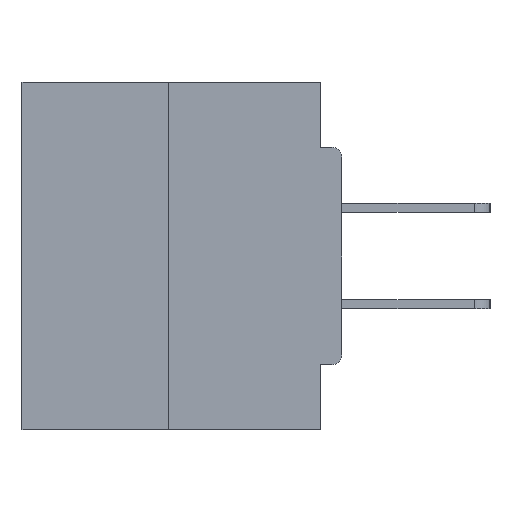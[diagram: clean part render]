
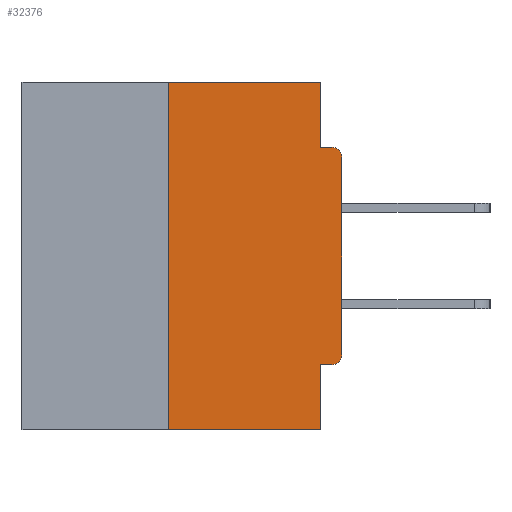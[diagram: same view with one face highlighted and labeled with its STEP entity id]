
A CAD part, left-side view. The second image highlights one B-rep face of the part: STEP entity #32376.
In plain terms, the highlighted planar face has unit normal (-1, 0, 0).
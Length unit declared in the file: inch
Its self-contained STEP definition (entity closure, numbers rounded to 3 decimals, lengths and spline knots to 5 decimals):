
#1263 = DIRECTION ( 'NONE',  ( 0., -1., 0. ) ) ;
#3442 = DIRECTION ( 'NONE',  ( -1., 0., 0. ) ) ;
#3972 = ORIENTED_EDGE ( 'NONE', *, *, #7168, .T. ) ;
#4027 = LINE ( 'NONE', #32527, #19971 ) ;
#4414 = VERTEX_POINT ( 'NONE', #12127 ) ;
#4752 = ORIENTED_EDGE ( 'NONE', *, *, #14692, .T. ) ;
#5320 = PLANE ( 'NONE',  #10630 ) ;
#5528 = CARTESIAN_POINT ( 'NONE',  ( 0., 0.015, -0.3915 ) ) ;
#6219 = ORIENTED_EDGE ( 'NONE', *, *, #32433, .F. ) ;
#6428 = CARTESIAN_POINT ( 'NONE',  ( 0., 0.031, -0.5 ) ) ;
#6594 = LINE ( 'NONE', #23126, #31932 ) ;
#6686 = CARTESIAN_POINT ( 'NONE',  ( 0., 0., -0.3915 ) ) ;
#7168 = EDGE_CURVE ( 'NONE', #25110, #22476, #4027, .T. ) ;
#8229 = CARTESIAN_POINT ( 'NONE',  ( 0., 0.25, 0. ) ) ;
#8383 = DIRECTION ( 'NONE',  ( -1., 0., 0. ) ) ;
#8541 = VERTEX_POINT ( 'NONE', #19144 ) ;
#9015 = CARTESIAN_POINT ( 'NONE',  ( 0., 0.015, -0.1085 ) ) ;
#9046 = LINE ( 'NONE', #6428, #13423 ) ;
#9521 = EDGE_CURVE ( 'NONE', #24830, #33195, #6594, .T. ) ;
#9622 = EDGE_CURVE ( 'NONE', #24830, #13095, #23453, .T. ) ;
#10282 = LINE ( 'NONE', #20997, #35711 ) ;
#10630 = AXIS2_PLACEMENT_3D ( 'NONE', #16824, #28116, #13697 ) ;
#10813 = VERTEX_POINT ( 'NONE', #36611 ) ;
#11696 = CARTESIAN_POINT ( 'NONE',  ( 0., 0., -0.0935 ) ) ;
#12127 = CARTESIAN_POINT ( 'NONE',  ( 0., 0.015, -0.0935 ) ) ;
#12238 = DIRECTION ( 'NONE',  ( 0., 0., -1. ) ) ;
#12310 = CARTESIAN_POINT ( 'NONE',  ( 0., 0.031, -0.5 ) ) ;
#13095 = VERTEX_POINT ( 'NONE', #12310 ) ;
#13422 = AXIS2_PLACEMENT_3D ( 'NONE', #5528, #8383, #33485 ) ;
#13423 = VECTOR ( 'NONE', #12238, 39.37008 ) ;
#13697 = DIRECTION ( 'NONE',  ( 0., 0., -1. ) ) ;
#14227 = CARTESIAN_POINT ( 'NONE',  ( 0., 0.25, -0.5 ) ) ;
#14692 = EDGE_CURVE ( 'NONE', #35871, #25110, #25040, .T. ) ;
#14738 = EDGE_CURVE ( 'NONE', #8541, #4414, #33529, .T. ) ;
#15153 = DIRECTION ( 'NONE',  ( 0., 1., 0. ) ) ;
#15870 = VECTOR ( 'NONE', #24942, 39.37008 ) ;
#16824 = CARTESIAN_POINT ( 'NONE',  ( 0., 0.46, 0. ) ) ;
#17228 = EDGE_CURVE ( 'NONE', #22476, #4414, #35660, .T. ) ;
#17652 = DIRECTION ( 'NONE',  ( 0., 0., 1. ) ) ;
#18567 = ORIENTED_EDGE ( 'NONE', *, *, #9521, .F. ) ;
#19144 = CARTESIAN_POINT ( 'NONE',  ( 0., 0.031, -0.0935 ) ) ;
#19714 = EDGE_LOOP ( 'NONE', ( #28643, #18567, #20936, #6219, #26313, #4752, #3972, #35423, #32618, #27641 ) ) ;
#19971 = VECTOR ( 'NONE', #26661, 39.37008 ) ;
#20124 = FACE_OUTER_BOUND ( 'NONE', #19714, .T. ) ;
#20936 = ORIENTED_EDGE ( 'NONE', *, *, #9622, .T. ) ;
#20997 = CARTESIAN_POINT ( 'NONE',  ( 0., 0.46, 0. ) ) ;
#21058 = VECTOR ( 'NONE', #34396, 39.37008 ) ;
#21485 = DIRECTION ( 'NONE',  ( 0., 0., -1. ) ) ;
#21518 = LINE ( 'NONE', #33076, #25517 ) ;
#21824 = CARTESIAN_POINT ( 'NONE',  ( 0., 0.46, -0.5 ) ) ;
#22476 = VERTEX_POINT ( 'NONE', #32448 ) ;
#23126 = CARTESIAN_POINT ( 'NONE',  ( 0., 0.25, 0. ) ) ;
#23317 = CARTESIAN_POINT ( 'NONE',  ( 0., 0.015, -0.4065 ) ) ;
#23453 = LINE ( 'NONE', #21824, #15870 ) ;
#24830 = VERTEX_POINT ( 'NONE', #14227 ) ;
#24942 = DIRECTION ( 'NONE',  ( 0., -1., 0. ) ) ;
#25040 = CIRCLE ( 'NONE', #13422, 0.015 ) ;
#25110 = VERTEX_POINT ( 'NONE', #6686 ) ;
#25517 = VECTOR ( 'NONE', #21485, 39.37008 ) ;
#26004 = DIRECTION ( 'NONE',  ( 0., 0., -1. ) ) ;
#26313 = ORIENTED_EDGE ( 'NONE', *, *, #33625, .F. ) ;
#26661 = DIRECTION ( 'NONE',  ( 0., 0., 1. ) ) ;
#27641 = ORIENTED_EDGE ( 'NONE', *, *, #31834, .F. ) ;
#27674 = EDGE_CURVE ( 'NONE', #33195, #30738, #10282, .T. ) ;
#27765 = VECTOR ( 'NONE', #15153, 39.37008 ) ;
#28116 = DIRECTION ( 'NONE',  ( 1., 0., 0. ) ) ;
#28643 = ORIENTED_EDGE ( 'NONE', *, *, #27674, .F. ) ;
#29995 = AXIS2_PLACEMENT_3D ( 'NONE', #9015, #3442, #26004 ) ;
#30738 = VERTEX_POINT ( 'NONE', #33995 ) ;
#31834 = EDGE_CURVE ( 'NONE', #30738, #8541, #21518, .T. ) ;
#31858 = LINE ( 'NONE', #34878, #27765 ) ;
#31932 = VECTOR ( 'NONE', #17652, 39.37008 ) ;
#32376 = ADVANCED_FACE ( 'NONE', ( #20124 ), #5320, .F. ) ;
#32433 = EDGE_CURVE ( 'NONE', #10813, #13095, #9046, .T. ) ;
#32448 = CARTESIAN_POINT ( 'NONE',  ( 0., 0., -0.1085 ) ) ;
#32527 = CARTESIAN_POINT ( 'NONE',  ( 0., 0., 0. ) ) ;
#32618 = ORIENTED_EDGE ( 'NONE', *, *, #14738, .F. ) ;
#33076 = CARTESIAN_POINT ( 'NONE',  ( 0., 0.031, 0. ) ) ;
#33195 = VERTEX_POINT ( 'NONE', #8229 ) ;
#33485 = DIRECTION ( 'NONE',  ( 0., 0., -1. ) ) ;
#33529 = LINE ( 'NONE', #11696, #21058 ) ;
#33625 = EDGE_CURVE ( 'NONE', #35871, #10813, #31858, .T. ) ;
#33995 = CARTESIAN_POINT ( 'NONE',  ( 0., 0.031, 0. ) ) ;
#34396 = DIRECTION ( 'NONE',  ( 0., -1., 0. ) ) ;
#34878 = CARTESIAN_POINT ( 'NONE',  ( 0., 0., -0.4065 ) ) ;
#35423 = ORIENTED_EDGE ( 'NONE', *, *, #17228, .T. ) ;
#35660 = CIRCLE ( 'NONE', #29995, 0.015 ) ;
#35711 = VECTOR ( 'NONE', #1263, 39.37008 ) ;
#35871 = VERTEX_POINT ( 'NONE', #23317 ) ;
#36611 = CARTESIAN_POINT ( 'NONE',  ( 0., 0.031, -0.4065 ) ) ;
